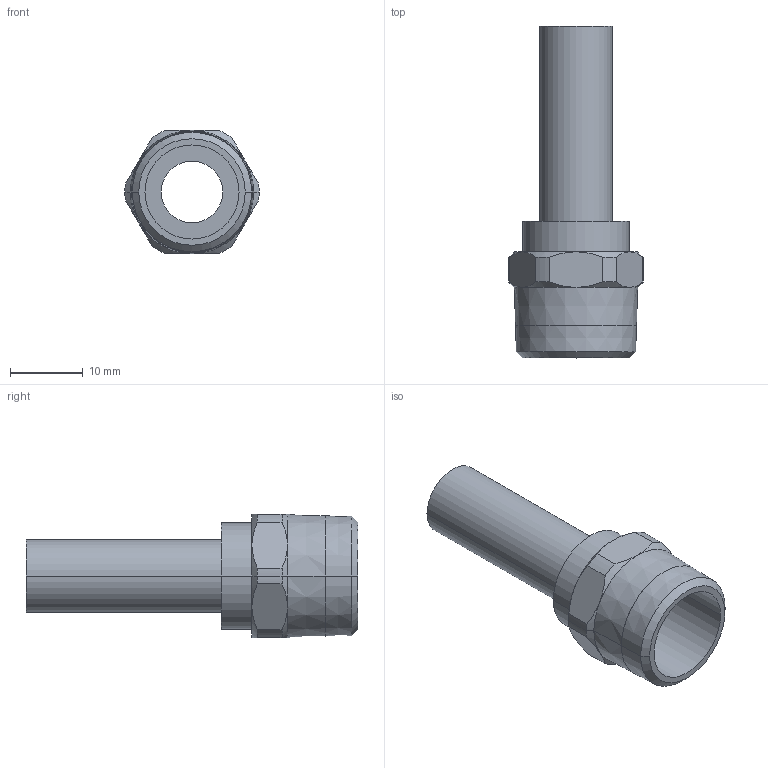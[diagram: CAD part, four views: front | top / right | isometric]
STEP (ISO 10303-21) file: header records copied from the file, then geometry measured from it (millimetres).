
FILE_DESCRIPTION(('STEP AP214'),'1');
FILE_NAME('3121_10_17.stp','2016-07-07T14:54:46',('TraceParts'),('TraceParts S.A.'),'Spatial InterOp 3D',' ',' ');
FILE_SCHEMA(('automotive_design'));
Length unit declared in the file: millimetre
Products named in the file (1): 1
Bounding box: 18.5 x 45.7 x 17 mm (x, y, z)
Volume: 2793.8 mm3; surface area: 3578.4 mm2
Topology: 1 solids, 1 shells, 52 faces, 116 edges, 72 vertices
Faces by surface type: cone 22, cylinder 16, plane 14
Entity records: 1495 total; most frequent: CARTESIAN_POINT 337, DIRECTION 258, ORIENTED_EDGE 232, EDGE_CURVE 116, AXIS2_PLACEMENT_3D 113, VERTEX_POINT 72, EDGE_LOOP 60, CIRCLE 60
